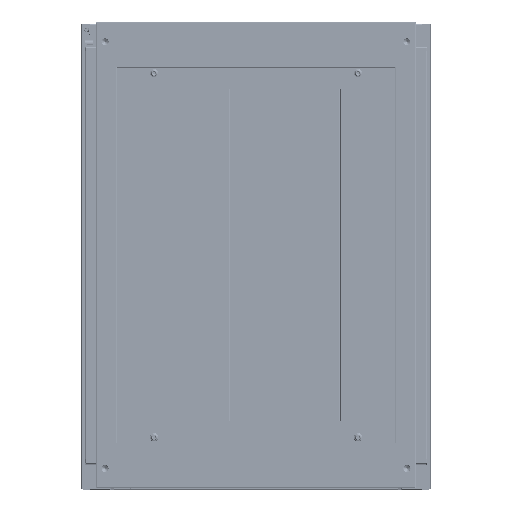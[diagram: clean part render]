
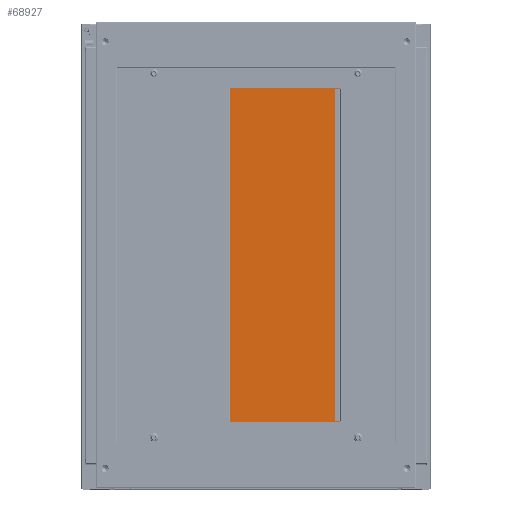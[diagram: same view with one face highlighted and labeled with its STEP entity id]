
A CAD part, top view. The second image highlights one B-rep face of the part: STEP entity #68927.
In plain terms, the highlighted face is planar.
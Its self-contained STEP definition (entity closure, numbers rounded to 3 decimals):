
#13440 = CARTESIAN_POINT ( 'NONE',  ( -300., 99., 1.5 ) ) ;
#13459 = DIRECTION ( 'NONE',  ( -1., 0., 0. ) ) ;
#13471 = CARTESIAN_POINT ( 'NONE',  ( -300., 99., 1.5 ) ) ;
#13472 = DIRECTION ( 'NONE',  ( 0., -1., 0. ) ) ;
#13477 = CARTESIAN_POINT ( 'NONE',  ( -300., -99., 1.5 ) ) ;
#13480 = DIRECTION ( 'NONE',  ( 1., 0., 0. ) ) ;
#13484 = CARTESIAN_POINT ( 'NONE',  ( 285., -98., 1.5 ) ) ;
#13486 = DIRECTION ( 'NONE',  ( 0., -1., 0. ) ) ;
#13491 = CARTESIAN_POINT ( 'NONE',  ( 285., -97.99, 1.5 ) ) ;
#13494 = DIRECTION ( 'NONE',  ( -1., 0., 0. ) ) ;
#13498 = CARTESIAN_POINT ( 'NONE',  ( 300., 99., 1.5 ) ) ;
#13500 = DIRECTION ( 'NONE',  ( 0., 1., 0. ) ) ;
#13505 = CARTESIAN_POINT ( 'NONE',  ( -300., -99., 1.5 ) ) ;
#13507 = DIRECTION ( 'NONE',  ( 1., 0., 0. ) ) ;
#13512 = CARTESIAN_POINT ( 'NONE',  ( -285., -98., 1.5 ) ) ;
#13514 = DIRECTION ( 'NONE',  ( 0., -1., 0. ) ) ;
#21784 = LINE ( 'NONE', #13440, #21793 ) ;
#21793 = VECTOR ( 'NONE', #13459, 1000. ) ;
#21797 = LINE ( 'NONE', #13471, #21798 ) ;
#21798 = VECTOR ( 'NONE', #13472, 1000. ) ;
#21799 = LINE ( 'NONE', #13477, #21800 ) ;
#21800 = VECTOR ( 'NONE', #13480, 1000. ) ;
#21801 = LINE ( 'NONE', #13484, #21802 ) ;
#21802 = VECTOR ( 'NONE', #13486, 1000. ) ;
#21803 = LINE ( 'NONE', #13491, #21804 ) ;
#21804 = VECTOR ( 'NONE', #13494, 1000. ) ;
#21805 = LINE ( 'NONE', #13498, #21806 ) ;
#21806 = VECTOR ( 'NONE', #13500, 1000. ) ;
#21807 = LINE ( 'NONE', #13505, #21808 ) ;
#21808 = VECTOR ( 'NONE', #13507, 1000. ) ;
#21809 = LINE ( 'NONE', #13512, #21810 ) ;
#21810 = VECTOR ( 'NONE', #13514, 1000. ) ;
#36106 = EDGE_LOOP ( 'NONE', ( #125944, #125942, #125940, #125938, #125931, #125929, #125927, #125925 ) ) ;
#37866 = VERTEX_POINT ( 'NONE', #50600 ) ;
#37894 = VERTEX_POINT ( 'NONE', #50649 ) ;
#37951 = VERTEX_POINT ( 'NONE', #50780 ) ;
#39505 = VERTEX_POINT ( 'NONE', #43331 ) ;
#39658 = VERTEX_POINT ( 'NONE', #43752 ) ;
#39666 = VERTEX_POINT ( 'NONE', #43774 ) ;
#39710 = VERTEX_POINT ( 'NONE', #43910 ) ;
#39737 = VERTEX_POINT ( 'NONE', #43986 ) ;
#42060 = FACE_OUTER_BOUND ( 'NONE', #36106, .T. ) ;
#43331 = CARTESIAN_POINT ( 'NONE',  ( -285., -99., 1.5 ) ) ;
#43752 = CARTESIAN_POINT ( 'NONE',  ( -300., -99., 1.5 ) ) ;
#43774 = CARTESIAN_POINT ( 'NONE',  ( 300., 99., 1.5 ) ) ;
#43910 = CARTESIAN_POINT ( 'NONE',  ( 300., -99., 1.5 ) ) ;
#43986 = CARTESIAN_POINT ( 'NONE',  ( -285., -97.99, 1.5 ) ) ;
#47347 = EDGE_CURVE ( 'NONE', #39666, #37951, #21784, .T. ) ;
#47352 = EDGE_CURVE ( 'NONE', #37951, #39658, #21797, .T. ) ;
#47354 = EDGE_CURVE ( 'NONE', #37894, #39710, #21799, .T. ) ;
#47356 = EDGE_CURVE ( 'NONE', #37866, #37894, #21801, .T. ) ;
#47357 = EDGE_CURVE ( 'NONE', #37866, #39737, #21803, .T. ) ;
#47359 = EDGE_CURVE ( 'NONE', #39710, #39666, #21805, .T. ) ;
#47362 = EDGE_CURVE ( 'NONE', #39658, #39505, #21807, .T. ) ;
#47364 = EDGE_CURVE ( 'NONE', #39737, #39505, #21809, .T. ) ;
#50600 = CARTESIAN_POINT ( 'NONE',  ( 285., -97.99, 1.5 ) ) ;
#50649 = CARTESIAN_POINT ( 'NONE',  ( 285., -99., 1.5 ) ) ;
#50780 = CARTESIAN_POINT ( 'NONE',  ( -300., 99., 1.5 ) ) ;
#63058 = CARTESIAN_POINT ( 'NONE',  ( -300., -99., 1.5 ) ) ;
#63063 = PLANE ( 'NONE',  #131711 ) ;
#63068 = DIRECTION ( 'NONE',  ( 0., 0., 1. ) ) ;
#63069 = DIRECTION ( 'NONE',  ( 1., 0., 0. ) ) ;
#68927 = ADVANCED_FACE ( 'NONE', ( #42060 ), #63063, .T. ) ;
#125925 = ORIENTED_EDGE ( 'NONE', *, *, #47364, .F. ) ;
#125927 = ORIENTED_EDGE ( 'NONE', *, *, #47362, .T. ) ;
#125929 = ORIENTED_EDGE ( 'NONE', *, *, #47352, .T. ) ;
#125931 = ORIENTED_EDGE ( 'NONE', *, *, #47347, .T. ) ;
#125938 = ORIENTED_EDGE ( 'NONE', *, *, #47359, .T. ) ;
#125940 = ORIENTED_EDGE ( 'NONE', *, *, #47354, .T. ) ;
#125942 = ORIENTED_EDGE ( 'NONE', *, *, #47356, .T. ) ;
#125944 = ORIENTED_EDGE ( 'NONE', *, *, #47357, .F. ) ;
#131711 = AXIS2_PLACEMENT_3D ( 'NONE', #63058, #63068, #63069 ) ;
